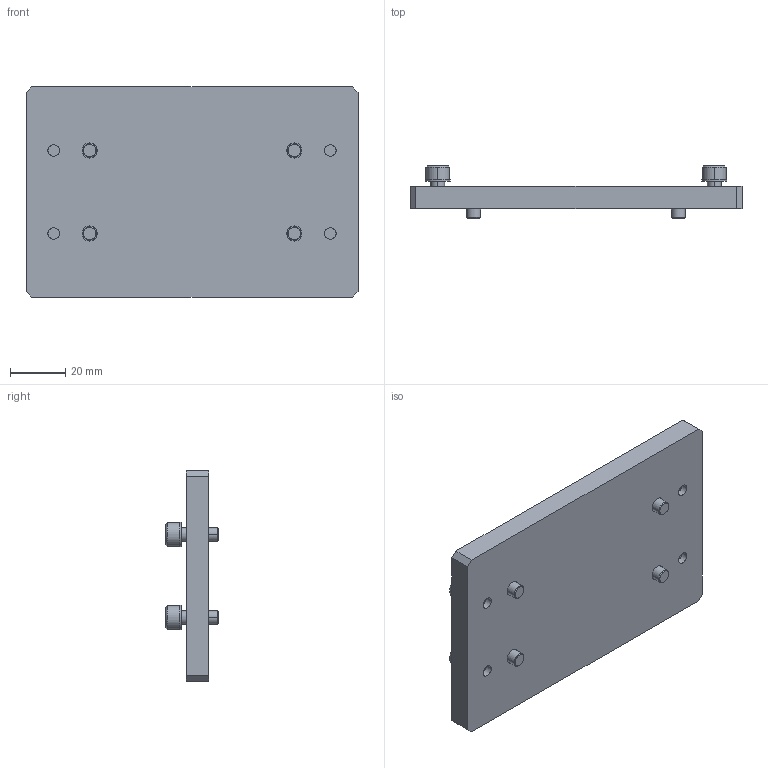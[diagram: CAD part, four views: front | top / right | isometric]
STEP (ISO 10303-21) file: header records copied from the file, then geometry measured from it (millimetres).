
FILE_DESCRIPTION (( 'STEP AP203' ), '1' );
FILE_NAME ('LAHP-XYB-33-33W.step', '2020-12-09T22:40:22', ( '' ), ( '' ), 'SwSTEP 2.0', 'SolidWorks 2019', '' );
FILE_SCHEMA (( 'CONFIG_CONTROL_DESIGN' ));
Length unit declared in the file: inch
Products named in the file (1): LAHP-XYB-33-33W
Bounding box: 120 x 18.95 x 76 mm (x, y, z)
Volume: 73765.2 mm3; surface area: 25781.1 mm2
Topology: 13 solids, 13 shells, 278 faces, 580 edges, 340 vertices
Faces by surface type: plane 122, cone 76, cylinder 72, bspline 8
Entity records: 7923 total; most frequent: CARTESIAN_POINT 1867, DIRECTION 1322, ORIENTED_EDGE 1144, EDGE_CURVE 572, AXIS2_PLACEMENT_3D 515, VERTEX_POINT 340, EDGE_LOOP 322, LINE 292
